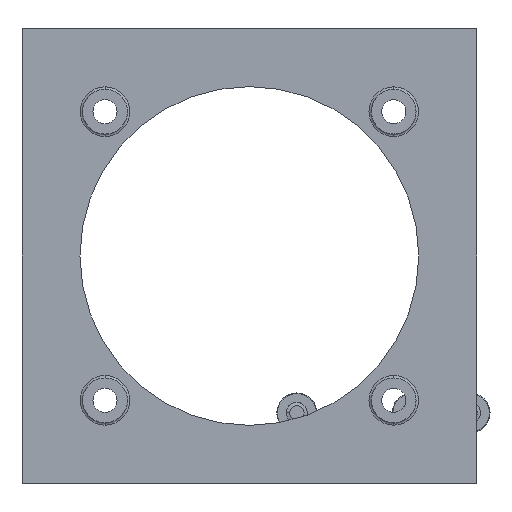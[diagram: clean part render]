
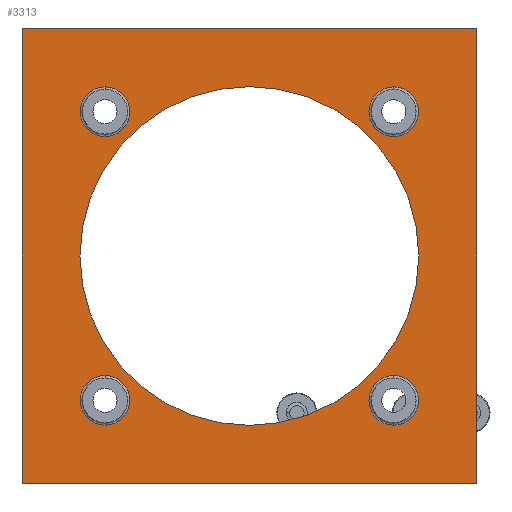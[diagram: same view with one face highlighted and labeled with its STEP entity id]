
A CAD part, front view. The second image highlights one B-rep face of the part: STEP entity #3313.
In plain terms, the highlighted planar face has unit normal (0, -1, 0).
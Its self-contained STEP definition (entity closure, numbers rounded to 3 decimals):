
#21 = EDGE_CURVE ( 'NONE', #1377, #3950, #1956, .T. ) ;
#40 = EDGE_CURVE ( 'NONE', #432, #2484, #2799, .T. ) ;
#44 = DIRECTION ( 'NONE',  ( 0., 0., -1. ) ) ;
#93 = CARTESIAN_POINT ( 'NONE',  ( 0., 0., 0. ) ) ;
#104 = EDGE_CURVE ( 'NONE', #3481, #960, #876, .T. ) ;
#170 = EDGE_CURVE ( 'NONE', #4487, #280, #742, .T. ) ;
#174 = EDGE_CURVE ( 'NONE', #1645, #3441, #984, .T. ) ;
#219 = EDGE_CURVE ( 'NONE', #280, #1645, #3290, .T. ) ;
#250 = CARTESIAN_POINT ( 'NONE',  ( 30., 0., 30. ) ) ;
#251 = EDGE_CURVE ( 'NONE', #481, #2902, #2573, .T. ) ;
#280 = VERTEX_POINT ( 'NONE', #2984 ) ;
#362 = DIRECTION ( 'NONE',  ( 0., -1., 0. ) ) ;
#401 = FACE_BOUND ( 'NONE', #2004, .T. ) ;
#430 = DIRECTION ( 'NONE',  ( 0., 0., 1. ) ) ;
#432 = VERTEX_POINT ( 'NONE', #3174 ) ;
#443 = ORIENTED_EDGE ( 'NONE', *, *, #174, .F. ) ;
#481 = VERTEX_POINT ( 'NONE', #4581 ) ;
#509 = FACE_BOUND ( 'NONE', #3875, .T. ) ;
#520 = VECTOR ( 'NONE', #1510, 1000. ) ;
#572 = DIRECTION ( 'NONE',  ( 0., 0., -1. ) ) ;
#603 = CARTESIAN_POINT ( 'NONE',  ( 47.25, 0., 47.25 ) ) ;
#620 = VECTOR ( 'NONE', #1360, 1000. ) ;
#742 = LINE ( 'NONE', #2800, #1827 ) ;
#768 = CIRCLE ( 'NONE', #2425, 5.15 ) ;
#832 = ORIENTED_EDGE ( 'NONE', *, *, #170, .F. ) ;
#842 = EDGE_LOOP ( 'NONE', ( #2435, #4420 ) ) ;
#876 = CIRCLE ( 'NONE', #3746, 5.15 ) ;
#908 = EDGE_CURVE ( 'NONE', #3441, #4487, #2602, .T. ) ;
#942 = DIRECTION ( 'NONE',  ( 0., 1., 0. ) ) ;
#960 = VERTEX_POINT ( 'NONE', #2157 ) ;
#984 = LINE ( 'NONE', #603, #620 ) ;
#999 = CARTESIAN_POINT ( 'NONE',  ( -30., 0., -30. ) ) ;
#1019 = DIRECTION ( 'NONE',  ( 0., 1., 0. ) ) ;
#1038 = CARTESIAN_POINT ( 'NONE',  ( -47.25, 0., -47.25 ) ) ;
#1218 = AXIS2_PLACEMENT_3D ( 'NONE', #3104, #942, #3455 ) ;
#1235 = CIRCLE ( 'NONE', #1414, 5.15 ) ;
#1244 = ORIENTED_EDGE ( 'NONE', *, *, #2604, .T. ) ;
#1287 = DIRECTION ( 'NONE',  ( 0., 1., 0. ) ) ;
#1340 = CARTESIAN_POINT ( 'NONE',  ( 0., 0., -35.2 ) ) ;
#1360 = DIRECTION ( 'NONE',  ( 0., 0., -1. ) ) ;
#1367 = DIRECTION ( 'NONE',  ( 0., 0., -1. ) ) ;
#1370 = FACE_BOUND ( 'NONE', #3671, .T. ) ;
#1377 = VERTEX_POINT ( 'NONE', #3024 ) ;
#1398 = EDGE_LOOP ( 'NONE', ( #4269, #3138 ) ) ;
#1414 = AXIS2_PLACEMENT_3D ( 'NONE', #999, #3511, #1367 ) ;
#1435 = DIRECTION ( 'NONE',  ( 0., 1., 0. ) ) ;
#1443 = CIRCLE ( 'NONE', #1218, 5.15 ) ;
#1510 = DIRECTION ( 'NONE',  ( 1., 0., 0. ) ) ;
#1524 = VECTOR ( 'NONE', #3150, 1000. ) ;
#1543 = AXIS2_PLACEMENT_3D ( 'NONE', #250, #2769, #572 ) ;
#1645 = VERTEX_POINT ( 'NONE', #4241 ) ;
#1699 = VERTEX_POINT ( 'NONE', #3188 ) ;
#1734 = CARTESIAN_POINT ( 'NONE',  ( 30., 0., -30. ) ) ;
#1827 = VECTOR ( 'NONE', #3502, 1000. ) ;
#1888 = CARTESIAN_POINT ( 'NONE',  ( 0., 0., 0. ) ) ;
#1956 = CIRCLE ( 'NONE', #3795, 5.15 ) ;
#2004 = EDGE_LOOP ( 'NONE', ( #4111, #1244 ) ) ;
#2044 = CARTESIAN_POINT ( 'NONE',  ( -30., 0., -35.15 ) ) ;
#2074 = CARTESIAN_POINT ( 'NONE',  ( -47.25, 0., -47.25 ) ) ;
#2116 = DIRECTION ( 'NONE',  ( 0., 0., -1. ) ) ;
#2157 = CARTESIAN_POINT ( 'NONE',  ( -30., 0., 24.85 ) ) ;
#2160 = AXIS2_PLACEMENT_3D ( 'NONE', #1888, #4398, #2262 ) ;
#2165 = AXIS2_PLACEMENT_3D ( 'NONE', #2893, #362, #3971 ) ;
#2196 = DIRECTION ( 'NONE',  ( 0., 1., 0. ) ) ;
#2231 = FACE_BOUND ( 'NONE', #842, .T. ) ;
#2244 = CARTESIAN_POINT ( 'NONE',  ( -30., 0., 35.15 ) ) ;
#2262 = DIRECTION ( 'NONE',  ( 0., 0., 1. ) ) ;
#2425 = AXIS2_PLACEMENT_3D ( 'NONE', #3424, #1287, #3798 ) ;
#2435 = ORIENTED_EDGE ( 'NONE', *, *, #4658, .T. ) ;
#2478 = CIRCLE ( 'NONE', #2160, 35.2 ) ;
#2484 = VERTEX_POINT ( 'NONE', #2650 ) ;
#2519 = ORIENTED_EDGE ( 'NONE', *, *, #219, .F. ) ;
#2573 = CIRCLE ( 'NONE', #3669, 35.2 ) ;
#2602 = LINE ( 'NONE', #2074, #1524 ) ;
#2603 = DIRECTION ( 'NONE',  ( 0., 1., 0. ) ) ;
#2604 = EDGE_CURVE ( 'NONE', #1699, #4317, #768, .T. ) ;
#2611 = CIRCLE ( 'NONE', #4568, 5.15 ) ;
#2650 = CARTESIAN_POINT ( 'NONE',  ( 30., 0., -35.15 ) ) ;
#2686 = ORIENTED_EDGE ( 'NONE', *, *, #40, .T. ) ;
#2769 = DIRECTION ( 'NONE',  ( 0., 1., 0. ) ) ;
#2799 = CIRCLE ( 'NONE', #3784, 5.15 ) ;
#2800 = CARTESIAN_POINT ( 'NONE',  ( -47.25, 0., 47.25 ) ) ;
#2893 = CARTESIAN_POINT ( 'NONE',  ( -47.25, 0., -47.25 ) ) ;
#2902 = VERTEX_POINT ( 'NONE', #1340 ) ;
#2984 = CARTESIAN_POINT ( 'NONE',  ( -47.25, 0., 47.25 ) ) ;
#3024 = CARTESIAN_POINT ( 'NONE',  ( -30., 0., -24.85 ) ) ;
#3067 = CARTESIAN_POINT ( 'NONE',  ( 30., 0., 24.85 ) ) ;
#3104 = CARTESIAN_POINT ( 'NONE',  ( 30., 0., -30. ) ) ;
#3137 = EDGE_LOOP ( 'NONE', ( #832, #4570, #443, #2519 ) ) ;
#3138 = ORIENTED_EDGE ( 'NONE', *, *, #104, .T. ) ;
#3150 = DIRECTION ( 'NONE',  ( -1., 0., 0. ) ) ;
#3161 = FACE_OUTER_BOUND ( 'NONE', #3137, .T. ) ;
#3169 = CARTESIAN_POINT ( 'NONE',  ( -30., 0., -30. ) ) ;
#3174 = CARTESIAN_POINT ( 'NONE',  ( 30., 0., -24.85 ) ) ;
#3188 = CARTESIAN_POINT ( 'NONE',  ( 30., 0., 35.15 ) ) ;
#3234 = ORIENTED_EDGE ( 'NONE', *, *, #4406, .T. ) ;
#3277 = FACE_BOUND ( 'NONE', #1398, .T. ) ;
#3290 = LINE ( 'NONE', #3672, #520 ) ;
#3313 = ADVANCED_FACE ( 'NONE', ( #1370, #509, #401, #3277, #3161, #2231 ), #3607, .T. ) ;
#3361 = CIRCLE ( 'NONE', #1543, 5.15 ) ;
#3424 = CARTESIAN_POINT ( 'NONE',  ( 30., 0., 30. ) ) ;
#3441 = VERTEX_POINT ( 'NONE', #4362 ) ;
#3455 = DIRECTION ( 'NONE',  ( 0., 0., -1. ) ) ;
#3481 = VERTEX_POINT ( 'NONE', #2244 ) ;
#3502 = DIRECTION ( 'NONE',  ( 0., 0., 1. ) ) ;
#3511 = DIRECTION ( 'NONE',  ( 0., 1., 0. ) ) ;
#3530 = DIRECTION ( 'NONE',  ( 0., 0., -1. ) ) ;
#3586 = CARTESIAN_POINT ( 'NONE',  ( -30., 0., 30. ) ) ;
#3607 = PLANE ( 'NONE',  #2165 ) ;
#3661 = EDGE_CURVE ( 'NONE', #960, #3481, #2611, .T. ) ;
#3669 = AXIS2_PLACEMENT_3D ( 'NONE', #93, #2603, #430 ) ;
#3671 = EDGE_LOOP ( 'NONE', ( #4591, #3713 ) ) ;
#3672 = CARTESIAN_POINT ( 'NONE',  ( -47.25, 0., 47.25 ) ) ;
#3713 = ORIENTED_EDGE ( 'NONE', *, *, #21, .T. ) ;
#3746 = AXIS2_PLACEMENT_3D ( 'NONE', #4339, #2196, #44 ) ;
#3784 = AXIS2_PLACEMENT_3D ( 'NONE', #1734, #4255, #2116 ) ;
#3795 = AXIS2_PLACEMENT_3D ( 'NONE', #3169, #1019, #3530 ) ;
#3798 = DIRECTION ( 'NONE',  ( 0., 0., -1. ) ) ;
#3875 = EDGE_LOOP ( 'NONE', ( #3234, #2686 ) ) ;
#3950 = VERTEX_POINT ( 'NONE', #2044 ) ;
#3955 = DIRECTION ( 'NONE',  ( 0., 0., -1. ) ) ;
#3971 = DIRECTION ( 'NONE',  ( 0., 0., -1. ) ) ;
#4111 = ORIENTED_EDGE ( 'NONE', *, *, #4380, .T. ) ;
#4241 = CARTESIAN_POINT ( 'NONE',  ( 47.25, 0., 47.25 ) ) ;
#4255 = DIRECTION ( 'NONE',  ( 0., 1., 0. ) ) ;
#4269 = ORIENTED_EDGE ( 'NONE', *, *, #3661, .T. ) ;
#4317 = VERTEX_POINT ( 'NONE', #3067 ) ;
#4339 = CARTESIAN_POINT ( 'NONE',  ( -30., 0., 30. ) ) ;
#4362 = CARTESIAN_POINT ( 'NONE',  ( 47.25, 0., -47.25 ) ) ;
#4380 = EDGE_CURVE ( 'NONE', #4317, #1699, #3361, .T. ) ;
#4398 = DIRECTION ( 'NONE',  ( 0., 1., 0. ) ) ;
#4406 = EDGE_CURVE ( 'NONE', #2484, #432, #1443, .T. ) ;
#4420 = ORIENTED_EDGE ( 'NONE', *, *, #251, .T. ) ;
#4470 = EDGE_CURVE ( 'NONE', #3950, #1377, #1235, .T. ) ;
#4487 = VERTEX_POINT ( 'NONE', #1038 ) ;
#4568 = AXIS2_PLACEMENT_3D ( 'NONE', #3586, #1435, #3955 ) ;
#4570 = ORIENTED_EDGE ( 'NONE', *, *, #908, .F. ) ;
#4581 = CARTESIAN_POINT ( 'NONE',  ( 0., 0., 35.2 ) ) ;
#4591 = ORIENTED_EDGE ( 'NONE', *, *, #4470, .T. ) ;
#4658 = EDGE_CURVE ( 'NONE', #2902, #481, #2478, .T. ) ;
